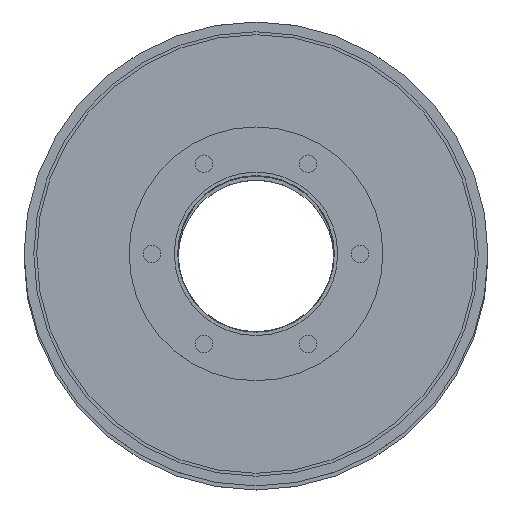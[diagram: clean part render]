
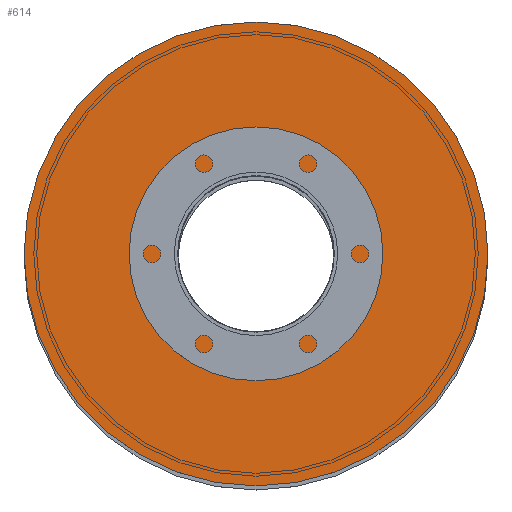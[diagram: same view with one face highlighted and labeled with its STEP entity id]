
A CAD part, top view. The second image highlights one B-rep face of the part: STEP entity #614.
In plain terms, the highlighted planar face has unit normal (0, 0, 1).
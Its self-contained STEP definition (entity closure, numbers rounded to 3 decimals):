
#42=PLANE('',#715);
#106=FACE_BOUND('',#253,.T.);
#150=FACE_OUTER_BOUND('',#252,.T.);
#252=EDGE_LOOP('',(#532));
#253=EDGE_LOOP('',(#533));
#316=CIRCLE('',#710,85.);
#318=CIRCLE('',#713,238.5);
#372=VERTEX_POINT('',#1057);
#374=VERTEX_POINT('',#1062);
#428=EDGE_CURVE('',#372,#372,#316,.T.);
#430=EDGE_CURVE('',#374,#374,#318,.T.);
#532=ORIENTED_EDGE('',*,*,#430,.F.);
#533=ORIENTED_EDGE('',*,*,#428,.T.);
#614=ADVANCED_FACE('',(#150,#106),#42,.F.);
#710=AXIS2_PLACEMENT_3D('',#1058,#889,#890);
#713=AXIS2_PLACEMENT_3D('',#1063,#895,#896);
#715=AXIS2_PLACEMENT_3D('',#1066,#899,#900);
#889=DIRECTION('center_axis',(0.,0.,-1.));
#890=DIRECTION('ref_axis',(-1.,0.,0.));
#895=DIRECTION('center_axis',(0.,0.,-1.));
#896=DIRECTION('ref_axis',(-1.,0.,0.));
#899=DIRECTION('center_axis',(0.,0.,-1.));
#900=DIRECTION('ref_axis',(-1.,0.,0.));
#1057=CARTESIAN_POINT('',(85.,0.,2405.));
#1058=CARTESIAN_POINT('Origin',(0.,0.,2405.));
#1062=CARTESIAN_POINT('',(238.5,0.,2405.));
#1063=CARTESIAN_POINT('Origin',(0.,0.,2405.));
#1066=CARTESIAN_POINT('Origin',(0.,0.,2405.));
